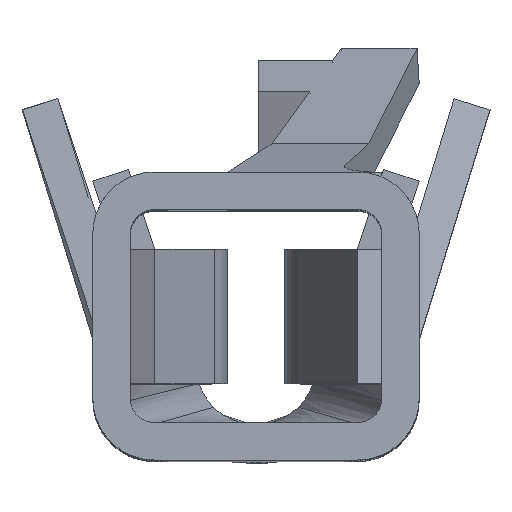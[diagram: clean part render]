
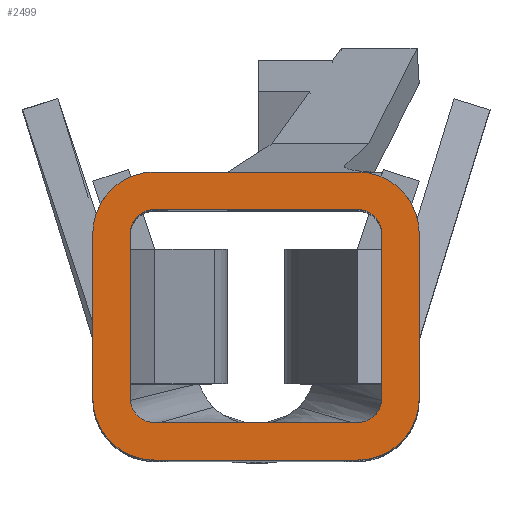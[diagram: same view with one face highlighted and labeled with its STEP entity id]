
A CAD part, top view. The second image highlights one B-rep face of the part: STEP entity #2499.
In plain terms, the highlighted planar face has unit normal (0, 0, 1).
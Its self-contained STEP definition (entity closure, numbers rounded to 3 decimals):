
#72=DIRECTION('',(-1.,0.,0.));
#73=VECTOR('',#72,1.077);
#74=CARTESIAN_POINT('',(0.538,0.564,0.));
#75=LINE('',#74,#73);
#76=CARTESIAN_POINT('',(-0.538,0.437,0.));
#77=DIRECTION('',(0.,0.,1.));
#78=DIRECTION('',(0.,1.,0.));
#79=AXIS2_PLACEMENT_3D('',#76,#77,#78);
#81=DIRECTION('',(0.,-1.,0.));
#82=VECTOR('',#81,0.874);
#83=CARTESIAN_POINT('',(-0.665,0.437,0.));
#84=LINE('',#83,#82);
#85=CARTESIAN_POINT('',(-0.538,-0.437,0.));
#86=DIRECTION('',(0.,0.,1.));
#87=DIRECTION('',(-1.,0.,0.));
#88=AXIS2_PLACEMENT_3D('',#85,#86,#87);
#90=DIRECTION('',(1.,0.,0.));
#91=VECTOR('',#90,1.077);
#92=CARTESIAN_POINT('',(-0.538,-0.564,0.));
#93=LINE('',#92,#91);
#94=CARTESIAN_POINT('',(0.538,-0.437,0.));
#95=DIRECTION('',(0.,0.,1.));
#96=DIRECTION('',(0.,-1.,0.));
#97=AXIS2_PLACEMENT_3D('',#94,#95,#96);
#99=DIRECTION('',(0.,1.,0.));
#100=VECTOR('',#99,0.874);
#101=CARTESIAN_POINT('',(0.665,-0.437,0.));
#102=LINE('',#101,#100);
#103=CARTESIAN_POINT('',(0.538,0.437,0.));
#104=DIRECTION('',(0.,0.,1.));
#105=DIRECTION('',(1.,0.,0.));
#106=AXIS2_PLACEMENT_3D('',#103,#104,#105);
#108=CARTESIAN_POINT('',(-0.538,0.437,0.));
#109=DIRECTION('',(0.,0.,-1.));
#110=DIRECTION('',(-1.,0.,0.));
#111=AXIS2_PLACEMENT_3D('',#108,#109,#110);
#113=DIRECTION('',(1.,0.,0.));
#114=VECTOR('',#113,1.077);
#115=CARTESIAN_POINT('',(-0.538,0.762,0.));
#116=LINE('',#115,#114);
#117=CARTESIAN_POINT('',(0.538,0.437,0.));
#118=DIRECTION('',(0.,0.,-1.));
#119=DIRECTION('',(0.,1.,0.));
#120=AXIS2_PLACEMENT_3D('',#117,#118,#119);
#122=DIRECTION('',(0.,-1.,0.));
#123=VECTOR('',#122,0.874);
#124=CARTESIAN_POINT('',(0.864,0.437,0.));
#125=LINE('',#124,#123);
#126=CARTESIAN_POINT('',(0.538,-0.437,0.));
#127=DIRECTION('',(0.,0.,-1.));
#128=DIRECTION('',(1.,0.,0.));
#129=AXIS2_PLACEMENT_3D('',#126,#127,#128);
#131=DIRECTION('',(-1.,0.,0.));
#132=VECTOR('',#131,1.077);
#133=CARTESIAN_POINT('',(0.538,-0.762,0.));
#134=LINE('',#133,#132);
#135=CARTESIAN_POINT('',(-0.538,-0.437,0.));
#136=DIRECTION('',(0.,0.,-1.));
#137=DIRECTION('',(0.,-1.,0.));
#138=AXIS2_PLACEMENT_3D('',#135,#136,#137);
#140=DIRECTION('',(0.,1.,0.));
#141=VECTOR('',#140,0.874);
#142=CARTESIAN_POINT('',(-0.864,-0.437,0.));
#143=LINE('',#142,#141);
#2005=CARTESIAN_POINT('',(0.538,0.564,0.));
#2006=CARTESIAN_POINT('',(-0.538,0.564,0.));
#2007=VERTEX_POINT('',#2005);
#2008=VERTEX_POINT('',#2006);
#2009=CARTESIAN_POINT('',(0.665,0.437,0.));
#2010=VERTEX_POINT('',#2009);
#2011=CARTESIAN_POINT('',(0.665,-0.437,0.));
#2012=VERTEX_POINT('',#2011);
#2013=CARTESIAN_POINT('',(0.538,-0.564,0.));
#2014=VERTEX_POINT('',#2013);
#2015=CARTESIAN_POINT('',(-0.538,-0.564,0.));
#2016=VERTEX_POINT('',#2015);
#2017=CARTESIAN_POINT('',(-0.665,-0.437,0.));
#2018=VERTEX_POINT('',#2017);
#2019=CARTESIAN_POINT('',(-0.665,0.437,0.));
#2020=VERTEX_POINT('',#2019);
#2021=CARTESIAN_POINT('',(-0.864,0.437,0.));
#2022=CARTESIAN_POINT('',(-0.538,0.762,0.));
#2023=VERTEX_POINT('',#2021);
#2024=VERTEX_POINT('',#2022);
#2025=CARTESIAN_POINT('',(-0.864,-0.437,0.));
#2026=VERTEX_POINT('',#2025);
#2027=CARTESIAN_POINT('',(-0.538,-0.762,0.));
#2028=VERTEX_POINT('',#2027);
#2029=CARTESIAN_POINT('',(0.538,-0.762,0.));
#2030=VERTEX_POINT('',#2029);
#2031=CARTESIAN_POINT('',(0.864,-0.437,0.));
#2032=VERTEX_POINT('',#2031);
#2033=CARTESIAN_POINT('',(0.864,0.437,0.));
#2034=VERTEX_POINT('',#2033);
#2035=CARTESIAN_POINT('',(0.538,0.762,0.));
#2036=VERTEX_POINT('',#2035);
#2458=CARTESIAN_POINT('',(0.,0.,0.));
#2459=DIRECTION('',(0.,0.,1.));
#2460=DIRECTION('',(1.,0.,0.));
#2461=AXIS2_PLACEMENT_3D('',#2458,#2459,#2460);
#2462=PLANE('',#2461);
#2464=ORIENTED_EDGE('',*,*,#2463,.T.);
#2466=ORIENTED_EDGE('',*,*,#2465,.T.);
#2468=ORIENTED_EDGE('',*,*,#2467,.T.);
#2470=ORIENTED_EDGE('',*,*,#2469,.T.);
#2472=ORIENTED_EDGE('',*,*,#2471,.T.);
#2474=ORIENTED_EDGE('',*,*,#2473,.T.);
#2476=ORIENTED_EDGE('',*,*,#2475,.T.);
#2478=ORIENTED_EDGE('',*,*,#2477,.T.);
#2479=EDGE_LOOP('',(#2464,#2466,#2468,#2470,#2472,#2474,#2476,#2478));
#2480=FACE_OUTER_BOUND('',#2479,.F.);
#2482=ORIENTED_EDGE('',*,*,#2481,.T.);
#2484=ORIENTED_EDGE('',*,*,#2483,.T.);
#2486=ORIENTED_EDGE('',*,*,#2485,.T.);
#2488=ORIENTED_EDGE('',*,*,#2487,.T.);
#2490=ORIENTED_EDGE('',*,*,#2489,.T.);
#2492=ORIENTED_EDGE('',*,*,#2491,.T.);
#2494=ORIENTED_EDGE('',*,*,#2493,.T.);
#2496=ORIENTED_EDGE('',*,*,#2495,.T.);
#2497=EDGE_LOOP('',(#2482,#2484,#2486,#2488,#2490,#2492,#2494,#2496));
#2498=FACE_BOUND('',#2497,.F.);
#2499=ADVANCED_FACE('',(#2480,#2498),#2462,.T.);
#80=CIRCLE('',#79,0.127);
#89=CIRCLE('',#88,0.127);
#98=CIRCLE('',#97,0.127);
#107=CIRCLE('',#106,0.127);
#112=CIRCLE('',#111,0.325);
#121=CIRCLE('',#120,0.325);
#130=CIRCLE('',#129,0.325);
#139=CIRCLE('',#138,0.325);
#2463=EDGE_CURVE('',#2023,#2024,#112,.T.);
#2465=EDGE_CURVE('',#2024,#2036,#116,.T.);
#2467=EDGE_CURVE('',#2036,#2034,#121,.T.);
#2469=EDGE_CURVE('',#2034,#2032,#125,.T.);
#2471=EDGE_CURVE('',#2032,#2030,#130,.T.);
#2473=EDGE_CURVE('',#2030,#2028,#134,.T.);
#2475=EDGE_CURVE('',#2028,#2026,#139,.T.);
#2477=EDGE_CURVE('',#2026,#2023,#143,.T.);
#2481=EDGE_CURVE('',#2007,#2008,#75,.T.);
#2483=EDGE_CURVE('',#2008,#2020,#80,.T.);
#2485=EDGE_CURVE('',#2020,#2018,#84,.T.);
#2487=EDGE_CURVE('',#2018,#2016,#89,.T.);
#2489=EDGE_CURVE('',#2016,#2014,#93,.T.);
#2491=EDGE_CURVE('',#2014,#2012,#98,.T.);
#2493=EDGE_CURVE('',#2012,#2010,#102,.T.);
#2495=EDGE_CURVE('',#2010,#2007,#107,.T.);
